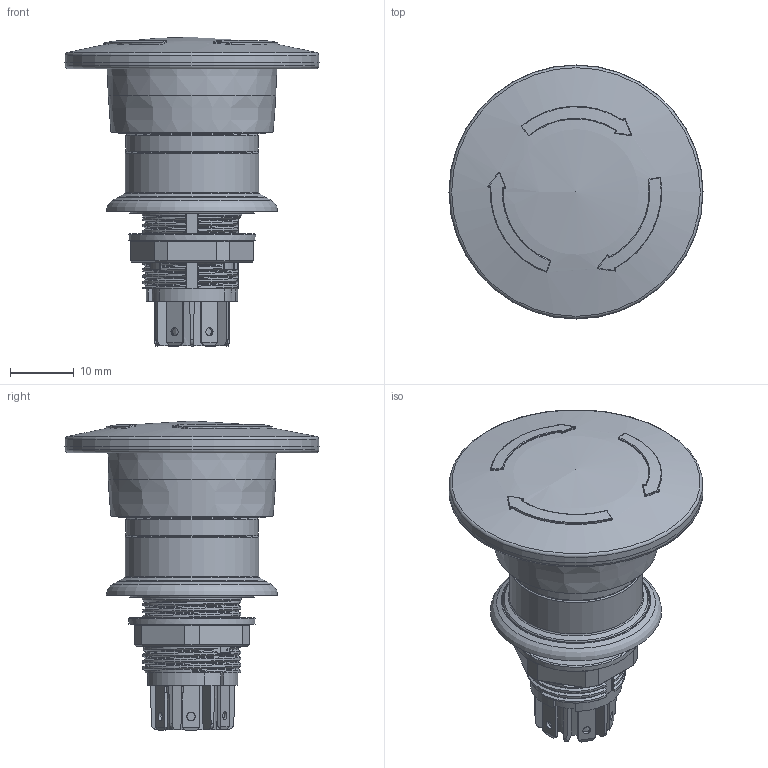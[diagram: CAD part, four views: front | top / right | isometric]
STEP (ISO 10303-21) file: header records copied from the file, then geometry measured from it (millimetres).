
FILE_DESCRIPTION( ( 'Unknown' ), '1' );
FILE_NAME( 'BR61_E-Stop_16mm_mushroom-head_D40.stp', 'Unknown', ( 'Unknown' ), ( 'Unknown' ), 'PSStep 15.0.49', 'Unknown', ' ' );
FILE_SCHEMA( ( 'AUTOMOTIVE_DESIGN { 1 0 10303 214 1 1 1 1 }' ) );
Length unit declared in the file: millimetre
Products named in the file (19): Paneldichtung komplett_00454266; Paneldichtung Ring_00454267; Paneldichtung_00410838; Vorsatzgehaeuse_kpl_00410845; Gehaeuse_unterteil_00410847; Gehaeuse_oberteil_dreh_00410846; Anzeigering_00410848; Basisteil_NC_Kontakte_00410768; Kontaktarm_NC_li_00410770; Kontaktarm_NC_re_00410771; Basisteil_NO_Kontakte_00410799; Kontaktarm_NO_re_00410805; Kontaktarm_NO_li_00410806; Assem1; Pilzdruckhaube_D40_00411046; Lippendichtung_00410851; Befestigungsmuffe_Stop_Switch_00416282; Basisplatte_SE_00411010; Kontaktarm_LP_00413967
Assembly tree (19 placements, depth 3):
  Assem1
    Pilzdruckhaube_D40_00411046
    Lippendichtung_00410851
    Befestigungsmuffe_Stop_Switch_00416282
    Basisplatte_SE_00411010
    Kontaktarm_LP_00413967  x2
    Vorsatzgehaeuse_kpl_00410845
      Gehaeuse_unterteil_00410847
      Gehaeuse_oberteil_dreh_00410846
      Anzeigering_00410848
    Basisteil_NC_Kontakte_00410768
      Kontaktarm_NC_li_00410770
      Kontaktarm_NC_re_00410771
    Basisteil_NO_Kontakte_00410799
      Kontaktarm_NO_re_00410805
      Kontaktarm_NO_li_00410806
    Paneldichtung komplett_00454266
      Paneldichtung Ring_00454267
      Paneldichtung_00410838
Bounding box: 40 x 40 x 48.77 mm (x, y, z)
Volume: 8756.7 mm3; surface area: 16420.5 mm2
Topology: 15 solids, 15 shells, 1513 faces, 4008 edges, 2515 vertices
Faces by surface type: plane 577, cylinder 361, bspline 240, cone 167, torus 116, sphere 52
Full cylindrical faces by diameter (mm): 0.6 x4, 1.3 x6, 16.159 x1, 18.3 x1, 18.6 x1, 19 x1, 19.1 x1, 19.84 x2, 20 x1, 20.2 x1, 20.8 x1, 21 x1, 21.423 x1, 23 x1, 23.15 x2
Entity records: 90856 total; most frequent: CARTESIAN_POINT 45317, ORIENTED_EDGE 7436, DIRECTION 6316, EDGE_CURVE 3718, AXIS2_PLACEMENT_3D 2474, VERTEX_POINT 2409, EDGE_LOOP 1676, FACE_OUTER_BOUND 1538
